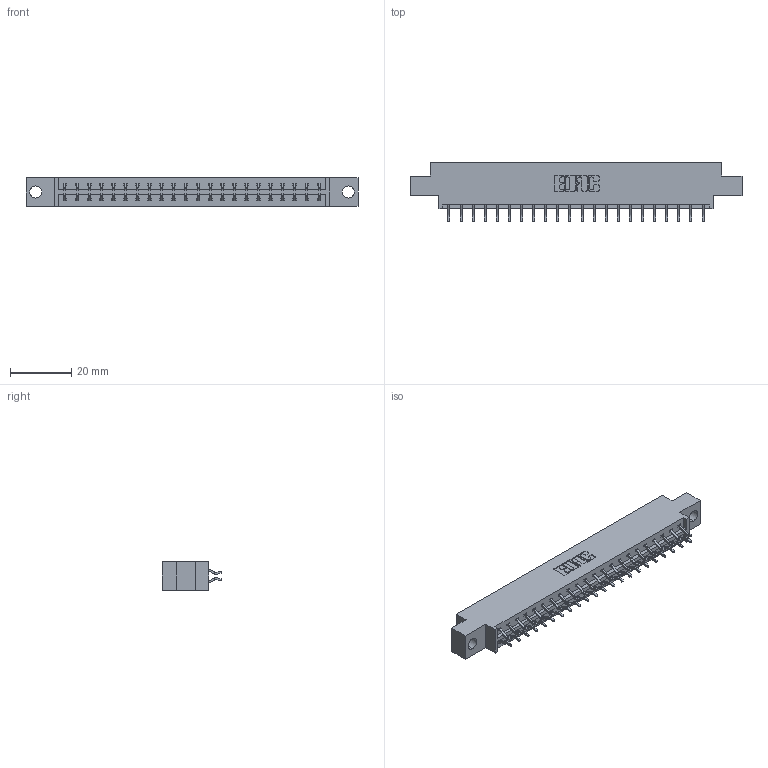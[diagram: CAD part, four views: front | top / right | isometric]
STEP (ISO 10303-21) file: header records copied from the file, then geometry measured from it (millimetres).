
FILE_DESCRIPTION (( 'STEP AP203' ), '1' );
FILE_NAME ('833-044-556-804.STEP', '2020-06-04T01:55:44', ( '' ), ( '' ), 'SwSTEP 2.0', 'SolidWorks 2020', '' );
FILE_SCHEMA (( 'CONFIG_CONTROL_DESIGN' ));
Length unit declared in the file: inch
Products named in the file (3): 833-044-556-804; 833 Part_Offset - .156 Dia - TH; 345-292-001_556 Tail
Assembly tree (45 placements, depth 2):
  833-044-556-804
    833 Part_Offset - .156 Dia - TH
    345-292-001_556 Tail  x44
Bounding box: 108.71 x 19.57 x 9.4 mm (x, y, z)
Volume: 10594.4 mm3; surface area: 12287.2 mm2
Topology: 45 solids, 45 shells, 2670 faces, 7935 edges, 5230 vertices
Faces by surface type: plane 1834, cylinder 836
Entity records: 17095 total; most frequent: CARTESIAN_POINT 2874, ORIENTED_EDGE 2798, DIRECTION 2479, EDGE_CURVE 1399, VECTOR 1263, LINE 1263, VERTEX_POINT 930, AXIS2_PLACEMENT_3D 608
